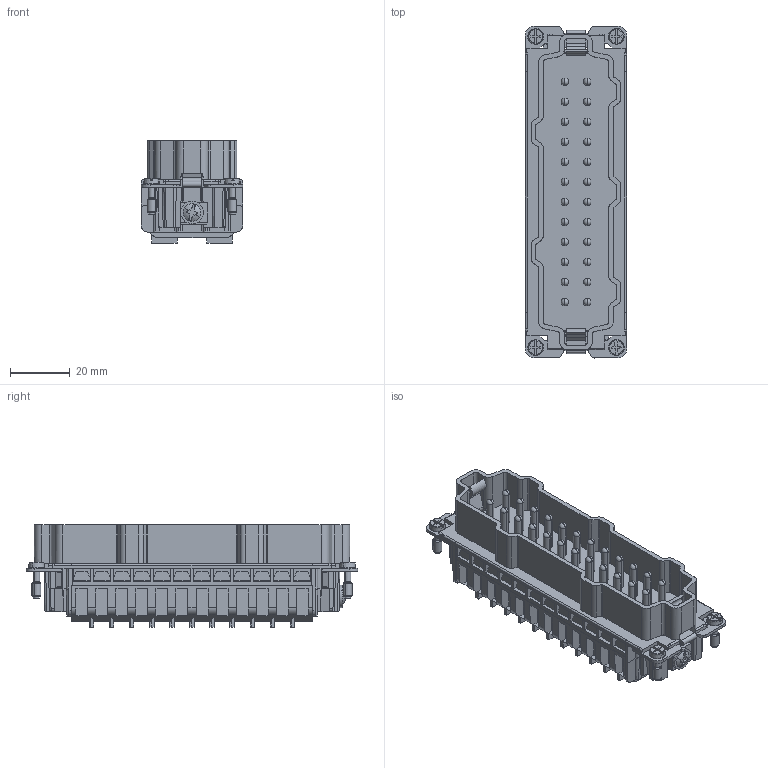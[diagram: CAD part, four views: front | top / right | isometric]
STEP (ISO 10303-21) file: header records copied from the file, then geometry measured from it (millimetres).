
FILE_DESCRIPTION(('CATIA V5 STEP Exchange','CAx-IF Rec.Pracs.--- Model Styling and Organization---1.5--- 2016-08-15','CAx-IF Rec.Pracs.---Supplemental Geometry---1.0---2011-11-01','CAx-IF Rec.Pracs.--- Composite Materials ---1.1---2010-07-15'),'2;1');
FILE_NAME ('1968688-3_0', '2025-04-29T05:11:52+00:00', ('none'), ('Weidmueller'), 'CATIA Version 5-6 Release 2022 SP4 HF5', 'CATIA V5 STEP AP214 v3', 'none');
FILE_SCHEMA(('AUTOMOTIVE_DESIGN { 1 0 10303 214 1 1 1 1 }'));
Products named in the file (1): 3001280000
Bounding box: 34 x 111 x 34.25 mm (x, y, z)
Volume: 57174.3 mm3; surface area: 35734.7 mm2
Topology: 1 solids, 49 shells, 2673 faces, 8233 edges, 5641 vertices
Faces by surface type: plane 2007, cylinder 454, torus 96, extrusion 58, cone 46, bspline 8, sphere 4
Entity records: 85645 total; most frequent: CARTESIAN_POINT 19367, ORIENTED_EDGE 16466, DIRECTION 9622, EDGE_CURVE 8233, VECTOR 6624, LINE 6566, VERTEX_POINT 5641, EDGE_LOOP 2770
